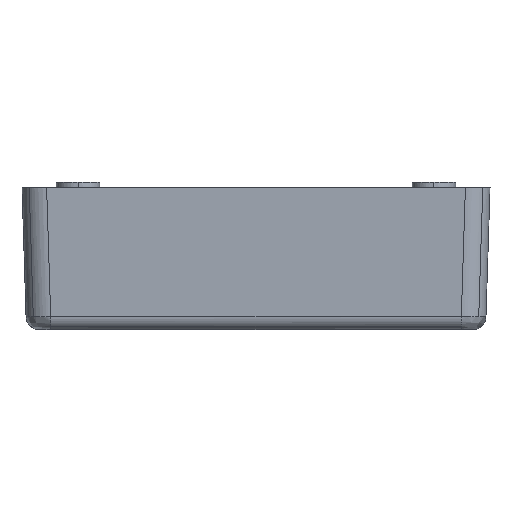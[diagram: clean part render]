
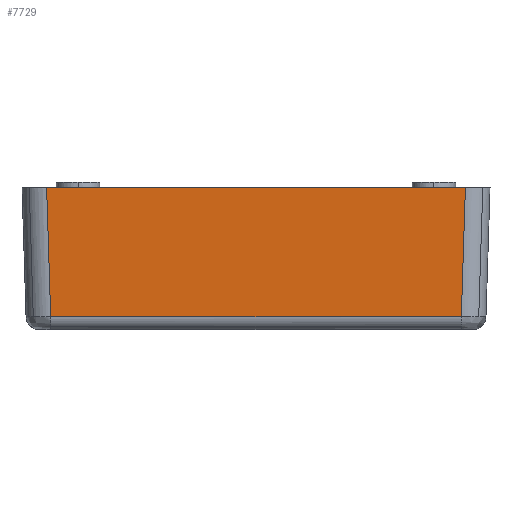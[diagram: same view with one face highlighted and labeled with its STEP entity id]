
A CAD part, left-side view. The second image highlights one B-rep face of the part: STEP entity #7729.
In plain terms, the highlighted planar face has unit normal (-1, 0, -0.031).
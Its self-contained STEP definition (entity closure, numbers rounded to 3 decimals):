
#261 = ORIENTED_EDGE ( 'NONE', *, *, #20300, .F. ) ;
#1069 = DIRECTION ( 'NONE',  ( -1., 0., -0.031 ) ) ;
#1087 = ORIENTED_EDGE ( 'NONE', *, *, #5816, .F. ) ;
#1648 = ORIENTED_EDGE ( 'NONE', *, *, #14102, .F. ) ;
#1880 = EDGE_CURVE ( 'NONE', #12365, #2910, #15039, .T. ) ;
#2910 = VERTEX_POINT ( 'NONE', #4833 ) ;
#4657 = VECTOR ( 'NONE', #5237, 1000. ) ;
#4833 = CARTESIAN_POINT ( 'NONE',  ( -85., 38.252, 0. ) ) ;
#5237 = DIRECTION ( 'NONE',  ( 0.031, 0.031, -0.999 ) ) ;
#5816 = EDGE_CURVE ( 'NONE', #16930, #20226, #14128, .T. ) ;
#6142 = FACE_OUTER_BOUND ( 'NONE', #12627, .T. ) ;
#6622 = LINE ( 'NONE', #6729, #4657 ) ;
#6729 = CARTESIAN_POINT ( 'NONE',  ( -84.962, -38.215, -1.2 ) ) ;
#7527 = PLANE ( 'NONE',  #20211 ) ;
#7729 = ADVANCED_FACE ( 'NONE', ( #6142 ), #7527, .T. ) ;
#7937 = CARTESIAN_POINT ( 'NONE',  ( -84.259, 21.375, -23.579 ) ) ;
#8085 = CARTESIAN_POINT ( 'NONE',  ( -84.259, -37.511, -23.579 ) ) ;
#9546 = CARTESIAN_POINT ( 'NONE',  ( -84.259, 37.511, -23.579 ) ) ;
#11306 = VECTOR ( 'NONE', #12856, 1000. ) ;
#11916 = VECTOR ( 'NONE', #18124, 1000. ) ;
#12199 = CARTESIAN_POINT ( 'NONE',  ( -85., -38.252, 0. ) ) ;
#12365 = VERTEX_POINT ( 'NONE', #12199 ) ;
#12627 = EDGE_LOOP ( 'NONE', ( #1648, #17977, #261, #1087 ) ) ;
#12856 = DIRECTION ( 'NONE',  ( 0., 1., 0. ) ) ;
#13968 = VECTOR ( 'NONE', #18478, 1000. ) ;
#14102 = EDGE_CURVE ( 'NONE', #12365, #16930, #6622, .T. ) ;
#14128 = LINE ( 'NONE', #7937, #11306 ) ;
#14806 = LINE ( 'NONE', #16765, #11916 ) ;
#15039 = LINE ( 'NONE', #15446, #13968 ) ;
#15399 = CARTESIAN_POINT ( 'NONE',  ( -85., 42.75, 0. ) ) ;
#15446 = CARTESIAN_POINT ( 'NONE',  ( -85., -42.75, 0. ) ) ;
#16765 = CARTESIAN_POINT ( 'NONE',  ( -84.921, 38.173, -2.525 ) ) ;
#16930 = VERTEX_POINT ( 'NONE', #8085 ) ;
#17977 = ORIENTED_EDGE ( 'NONE', *, *, #1880, .T. ) ;
#18124 = DIRECTION ( 'NONE',  ( -0.031, 0.031, 0.999 ) ) ;
#18478 = DIRECTION ( 'NONE',  ( 0., 1., 0. ) ) ;
#20211 = AXIS2_PLACEMENT_3D ( 'NONE', #15399, #1069, #20410 ) ;
#20226 = VERTEX_POINT ( 'NONE', #9546 ) ;
#20300 = EDGE_CURVE ( 'NONE', #20226, #2910, #14806, .T. ) ;
#20410 = DIRECTION ( 'NONE',  ( -0.031, 0., 1. ) ) ;
